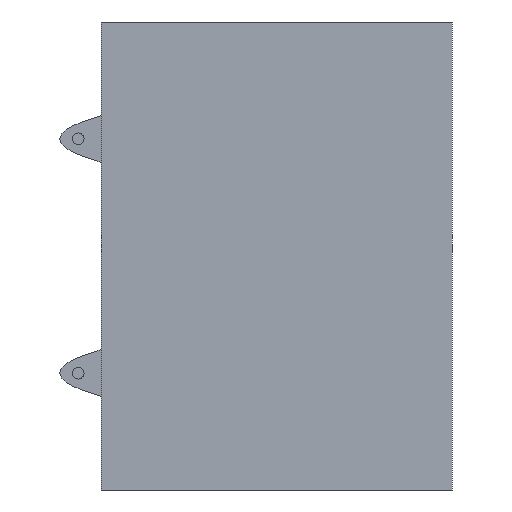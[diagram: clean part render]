
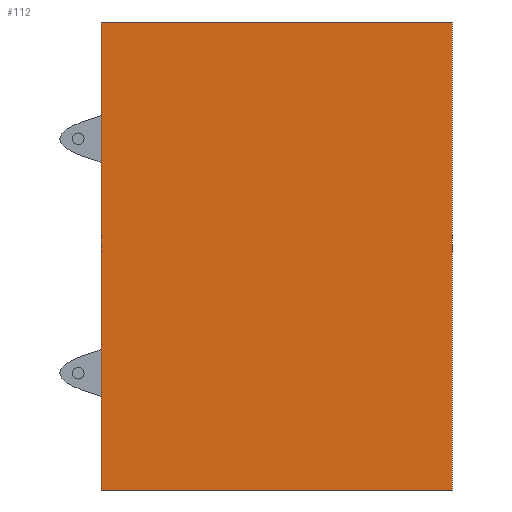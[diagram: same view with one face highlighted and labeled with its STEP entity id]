
A CAD part, left-side view. The second image highlights one B-rep face of the part: STEP entity #112.
In plain terms, the highlighted planar face has unit normal (-1, 0, 0).
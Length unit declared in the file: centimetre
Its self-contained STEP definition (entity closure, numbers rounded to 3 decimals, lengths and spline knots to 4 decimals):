
#43 = DIRECTION ( 'NONE',  ( 0., 0., -1. ) ) ;
#45 = AXIS2_PLACEMENT_3D ( 'NONE', #479, #181, #722 ) ;
#69 = CARTESIAN_POINT ( 'NONE',  ( -30., 15., 20. ) ) ;
#99 = PLANE ( 'NONE',  #45 ) ;
#103 = VECTOR ( 'NONE', #896, 100. ) ;
#111 = CARTESIAN_POINT ( 'NONE',  ( -30., 15., -20. ) ) ;
#112 = ADVANCED_FACE ( 'NONE', ( #839 ), #99, .F. ) ;
#181 = DIRECTION ( 'NONE',  ( 1., 0., 0. ) ) ;
#275 = CARTESIAN_POINT ( 'NONE',  ( -30., 15., 20. ) ) ;
#283 = LINE ( 'NONE', #69, #697 ) ;
#289 = ORIENTED_EDGE ( 'NONE', *, *, #507, .F. ) ;
#325 = VECTOR ( 'NONE', #43, 100. ) ;
#357 = CARTESIAN_POINT ( 'NONE',  ( -30., 15., 20. ) ) ;
#405 = ORIENTED_EDGE ( 'NONE', *, *, #828, .F. ) ;
#407 = VERTEX_POINT ( 'NONE', #707 ) ;
#479 = CARTESIAN_POINT ( 'NONE',  ( -30., 0., 0. ) ) ;
#507 = EDGE_CURVE ( 'NONE', #602, #534, #532, .T. ) ;
#521 = VECTOR ( 'NONE', #572, 100. ) ;
#532 = LINE ( 'NONE', #357, #103 ) ;
#534 = VERTEX_POINT ( 'NONE', #275 ) ;
#543 = ORIENTED_EDGE ( 'NONE', *, *, #945, .F. ) ;
#550 = LINE ( 'NONE', #751, #325 ) ;
#572 = DIRECTION ( 'NONE',  ( 0., 1., 0. ) ) ;
#573 = EDGE_CURVE ( 'NONE', #534, #407, #283, .T. ) ;
#584 = EDGE_LOOP ( 'NONE', ( #405, #543, #863, #289 ) ) ;
#602 = VERTEX_POINT ( 'NONE', #1005 ) ;
#620 = DIRECTION ( 'NONE',  ( 0., -1., 0. ) ) ;
#697 = VECTOR ( 'NONE', #620, 100. ) ;
#707 = CARTESIAN_POINT ( 'NONE',  ( -30., -15., 20. ) ) ;
#722 = DIRECTION ( 'NONE',  ( 0., 0., -1. ) ) ;
#751 = CARTESIAN_POINT ( 'NONE',  ( -30., -15., 20. ) ) ;
#828 = EDGE_CURVE ( 'NONE', #949, #602, #938, .T. ) ;
#839 = FACE_OUTER_BOUND ( 'NONE', #584, .T. ) ;
#863 = ORIENTED_EDGE ( 'NONE', *, *, #573, .F. ) ;
#896 = DIRECTION ( 'NONE',  ( 0., 0., 1. ) ) ;
#902 = CARTESIAN_POINT ( 'NONE',  ( -30., -15., -20. ) ) ;
#938 = LINE ( 'NONE', #111, #521 ) ;
#945 = EDGE_CURVE ( 'NONE', #407, #949, #550, .T. ) ;
#949 = VERTEX_POINT ( 'NONE', #902 ) ;
#1005 = CARTESIAN_POINT ( 'NONE',  ( -30., 15., -20. ) ) ;
